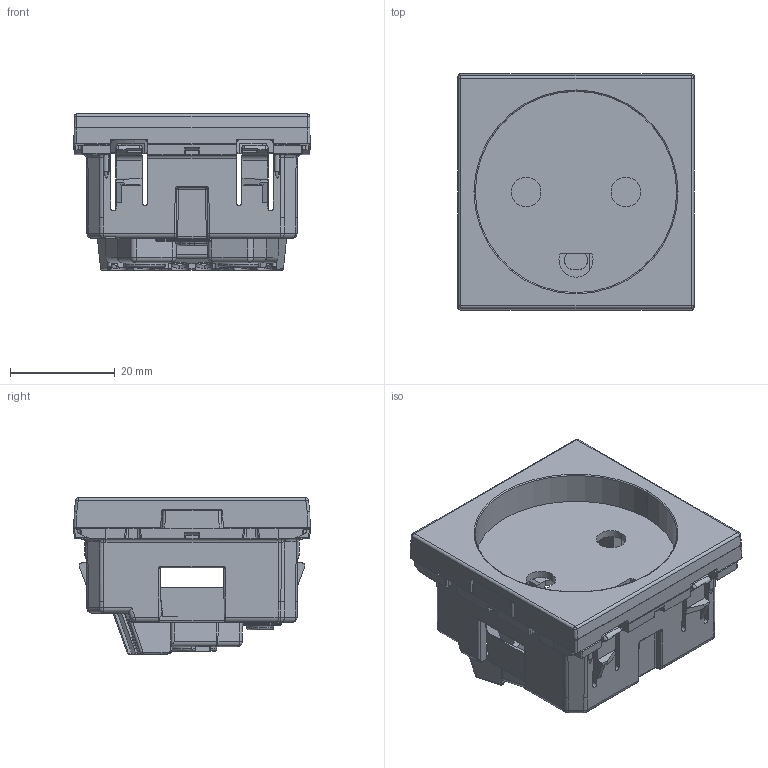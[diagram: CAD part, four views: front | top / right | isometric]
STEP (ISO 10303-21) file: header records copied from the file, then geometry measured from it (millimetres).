
FILE_DESCRIPTION(('CATIA V5 STEP Exchange','CAx-IF Rec.Pracs.--- Model Styling and Organization---1.5--- 2016-08-15','CAx-IF Rec.Pracs.---Supplemental Geometry---1.0---2011-11-01','CAx-IF Rec.Pracs.--- Composite Materials ---1.1---2010-07-15'),'2;1');
FILE_NAME('077508.stp','2023-05-11T07:57:01+00:00',('none'),('none'),'CATIA Version 5-6 Release 2020 SP3','CATIA V5 STEP AP214 v2','none');
FILE_SCHEMA(('AUTOMOTIVE_DESIGN { 1 0 10303 214 1 1 1 1 }'));
Products named in the file (1): 077508
Bounding box: 45.05 x 45.05 x 29.76 mm (x, y, z)
Volume: 11600.4 mm3; surface area: 18993.2 mm2
Topology: 2 solids, 2 shells, 1584 faces, 4509 edges, 2844 vertices
Faces by surface type: plane 753, cylinder 377, bspline 268, cone 97, torus 49, sphere 40
Entity records: 64980 total; most frequent: CARTESIAN_POINT 28469, ORIENTED_EDGE 8922, DIRECTION 4571, EDGE_CURVE 4461, VERTEX_POINT 2844, B_SPLINE_CURVE_WITH_KNOTS 2174, VECTOR 1872, LINE 1872
